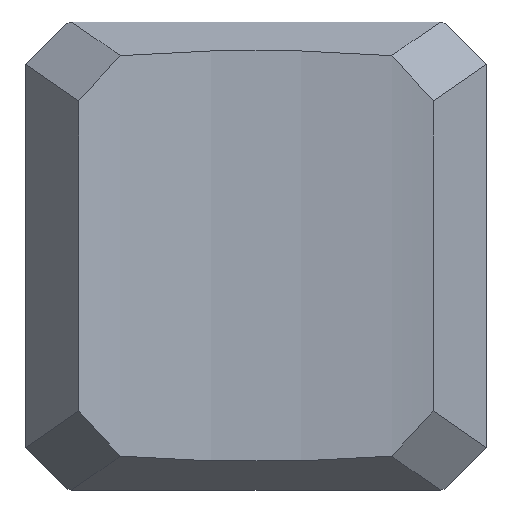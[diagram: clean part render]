
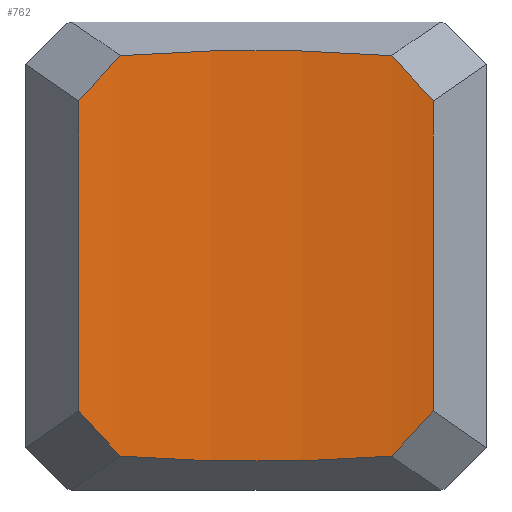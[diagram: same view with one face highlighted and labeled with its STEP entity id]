
A CAD part, top view. The second image highlights one B-rep face of the part: STEP entity #762.
In plain terms, the highlighted cylindrical face has radius 40 mm (diameter 80 mm), a partial arc.
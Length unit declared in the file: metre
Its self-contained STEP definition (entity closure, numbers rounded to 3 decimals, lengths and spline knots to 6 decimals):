
#24=CYLINDRICAL_SURFACE('',#826,0.04);
#25=ELLIPSE('',#795,0.046188,0.04);
#26=ELLIPSE('',#797,0.046188,0.04);
#27=ELLIPSE('',#827,0.075049,0.04);
#28=ELLIPSE('',#828,0.075049,0.04);
#29=ELLIPSE('',#829,0.075049,0.04);
#30=ELLIPSE('',#830,0.075049,0.04);
#157=ORIENTED_EDGE('',*,*,#269,.F.);
#158=ORIENTED_EDGE('',*,*,#329,.T.);
#159=ORIENTED_EDGE('',*,*,#330,.T.);
#160=ORIENTED_EDGE('',*,*,#331,.T.);
#161=ORIENTED_EDGE('',*,*,#263,.T.);
#162=ORIENTED_EDGE('',*,*,#332,.T.);
#163=ORIENTED_EDGE('',*,*,#325,.F.);
#164=ORIENTED_EDGE('',*,*,#333,.T.);
#263=EDGE_CURVE('',#371,#372,#25,.T.);
#269=EDGE_CURVE('',#377,#378,#26,.F.);
#325=EDGE_CURVE('',#413,#414,#495,.T.);
#329=EDGE_CURVE('',#377,#417,#27,.T.);
#330=EDGE_CURVE('',#417,#418,#499,.T.);
#331=EDGE_CURVE('',#418,#371,#28,.T.);
#332=EDGE_CURVE('',#372,#414,#29,.T.);
#333=EDGE_CURVE('',#413,#378,#30,.T.);
#371=VERTEX_POINT('',#1090);
#372=VERTEX_POINT('',#1091);
#377=VERTEX_POINT('',#1102);
#378=VERTEX_POINT('',#1104);
#413=VERTEX_POINT('',#1214);
#414=VERTEX_POINT('',#1216);
#417=VERTEX_POINT('',#1224);
#418=VERTEX_POINT('',#1226);
#495=LINE('',#1215,#589);
#499=LINE('',#1225,#593);
#589=VECTOR('',#984,1.);
#593=VECTOR('',#992,1.);
#641=EDGE_LOOP('',(#157,#158,#159,#160,#161,#162,#163,#164));
#685=FACE_BOUND('',#641,.T.);
#762=ADVANCED_FACE('',(#685),#24,.F.);
#795=AXIS2_PLACEMENT_3D('',#1089,#870,#871);
#797=AXIS2_PLACEMENT_3D('',#1103,#879,#880);
#826=AXIS2_PLACEMENT_3D('',#1222,#988,#989);
#827=AXIS2_PLACEMENT_3D('',#1223,#990,#991);
#828=AXIS2_PLACEMENT_3D('',#1227,#993,#994);
#829=AXIS2_PLACEMENT_3D('',#1228,#995,#996);
#830=AXIS2_PLACEMENT_3D('',#1229,#997,#998);
#870=DIRECTION('',(0.,0.866,0.5));
#871=DIRECTION('',(0.,-0.5,0.866));
#879=DIRECTION('',(0.,-0.866,0.5));
#880=DIRECTION('',(0.,-0.5,-0.866));
#984=DIRECTION('',(0.,1.,0.));
#988=DIRECTION('',(0.,-1.,0.));
#989=DIRECTION('',(0.,0.,-1.));
#990=DIRECTION('',(0.473,-0.533,0.702));
#991=DIRECTION('',(-0.298,-0.846,-0.442));
#992=DIRECTION('',(0.,1.,0.));
#993=DIRECTION('',(0.473,0.533,0.702));
#994=DIRECTION('',(0.298,-0.846,0.442));
#995=DIRECTION('',(-0.473,0.533,0.702));
#996=DIRECTION('',(-0.298,-0.846,0.442));
#997=DIRECTION('',(-0.473,-0.533,0.702));
#998=DIRECTION('',(0.298,-0.846,-0.442));
#1089=CARTESIAN_POINT('',(0.031224,-0.005785,0.051979));
#1090=CARTESIAN_POINT('',(0.036587,0.017101,0.01234));
#1091=CARTESIAN_POINT('',(0.02586,0.017101,0.01234));
#1102=CARTESIAN_POINT('',(0.036587,0.001269,0.01234));
#1103=CARTESIAN_POINT('',(0.031224,0.024155,0.051979));
#1104=CARTESIAN_POINT('',(0.02586,0.001269,0.01234));
#1214=CARTESIAN_POINT('',(0.024224,0.003058,0.012596));
#1215=CARTESIAN_POINT('',(0.024224,-0.000315,0.012596));
#1216=CARTESIAN_POINT('',(0.024224,0.015312,0.012596));
#1222=CARTESIAN_POINT('',(0.031224,-0.000315,0.051979));
#1223=CARTESIAN_POINT('',(0.031224,0.048699,0.051979));
#1224=CARTESIAN_POINT('',(0.038224,0.003058,0.012596));
#1225=CARTESIAN_POINT('',(0.038224,-0.000315,0.012596));
#1226=CARTESIAN_POINT('',(0.038224,0.015312,0.012596));
#1227=CARTESIAN_POINT('',(0.031224,-0.030329,0.051979));
#1228=CARTESIAN_POINT('',(0.031224,-0.030329,0.051979));
#1229=CARTESIAN_POINT('',(0.031224,0.048699,0.051979));
